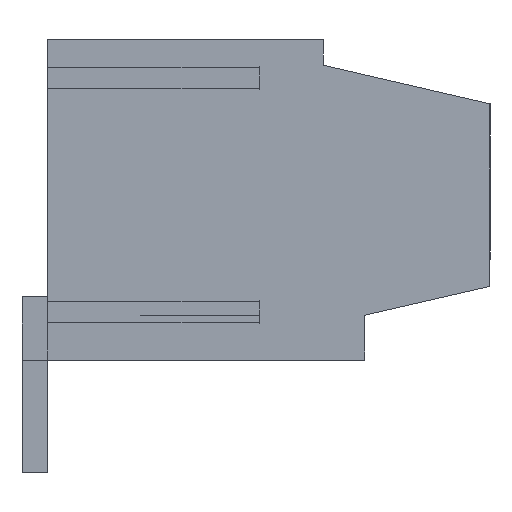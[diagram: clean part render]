
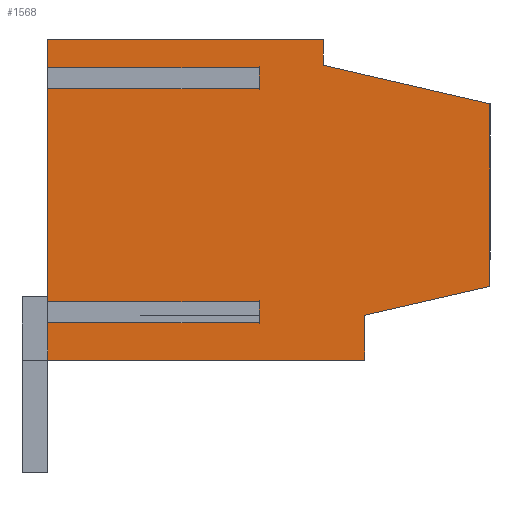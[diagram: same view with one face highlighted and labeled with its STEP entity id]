
A CAD part, left-side view. The second image highlights one B-rep face of the part: STEP entity #1568.
In plain terms, the highlighted planar face has unit normal (-1, 0, 0).
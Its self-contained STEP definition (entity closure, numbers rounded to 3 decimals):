
#1436=AXIS2_PLACEMENT_3D('Plane Axis2P3D',#1433,#1434,#1435) ;
#1433=CARTESIAN_POINT('Axis2P3D Location',(0.,14.6,0.)) ;
#1438=CARTESIAN_POINT('Line Origine',(0.,13.8,8.65)) ;
#1442=CARTESIAN_POINT('Vertex',(0.,13.8,11.975)) ;
#1444=CARTESIAN_POINT('Vertex',(0.,13.8,5.325)) ;
#1447=CARTESIAN_POINT('Line Origine',(0.,10.5,5.325)) ;
#1451=CARTESIAN_POINT('Vertex',(0.,7.2,5.325)) ;
#1454=CARTESIAN_POINT('Line Origine',(0.,7.2,5.)) ;
#1458=CARTESIAN_POINT('Vertex',(0.,7.2,4.675)) ;
#1461=CARTESIAN_POINT('Line Origine',(0.,10.5,4.675)) ;
#1465=CARTESIAN_POINT('Vertex',(0.,13.8,4.675)) ;
#1468=CARTESIAN_POINT('Line Origine',(0.,13.8,4.088)) ;
#1472=CARTESIAN_POINT('Vertex',(0.,13.8,3.5)) ;
#1475=CARTESIAN_POINT('Line Origine',(0.,8.85,3.5)) ;
#1479=CARTESIAN_POINT('Vertex',(0.,3.9,3.5)) ;
#1482=CARTESIAN_POINT('Line Origine',(0.,3.9,4.2)) ;
#1486=CARTESIAN_POINT('Vertex',(0.,3.9,4.9)) ;
#1489=CARTESIAN_POINT('Line Origine',(0.,1.95,5.35)) ;
#1493=CARTESIAN_POINT('Vertex',(0.,0.,5.8)) ;
#1496=CARTESIAN_POINT('Line Origine',(0.,0.,8.65)) ;
#1500=CARTESIAN_POINT('Vertex',(0.,0.,11.499)) ;
#1503=CARTESIAN_POINT('Line Origine',(0.,2.6,12.1)) ;
#1507=CARTESIAN_POINT('Vertex',(0.,5.2,12.7)) ;
#1510=CARTESIAN_POINT('Line Origine',(0.,5.2,13.1)) ;
#1514=CARTESIAN_POINT('Vertex',(0.,5.2,13.5)) ;
#1517=CARTESIAN_POINT('Line Origine',(0.,9.5,13.5)) ;
#1521=CARTESIAN_POINT('Vertex',(0.,13.8,13.5)) ;
#1524=CARTESIAN_POINT('Line Origine',(0.,13.8,13.062)) ;
#1528=CARTESIAN_POINT('Vertex',(0.,13.8,12.625)) ;
#1531=CARTESIAN_POINT('Line Origine',(0.,10.5,12.625)) ;
#1535=CARTESIAN_POINT('Vertex',(0.,7.2,12.625)) ;
#1538=CARTESIAN_POINT('Line Origine',(0.,7.2,12.3)) ;
#1542=CARTESIAN_POINT('Vertex',(0.,7.2,11.975)) ;
#1545=CARTESIAN_POINT('Line Origine',(0.,10.5,11.975)) ;
#1434=DIRECTION('Axis2P3D Direction',(-1.,0.,0.)) ;
#1435=DIRECTION('Axis2P3D XDirection',(0.,-1.,0.)) ;
#1439=DIRECTION('Vector Direction',(0.,0.,-1.)) ;
#1448=DIRECTION('Vector Direction',(0.,-1.,0.)) ;
#1455=DIRECTION('Vector Direction',(0.,0.,-1.)) ;
#1462=DIRECTION('Vector Direction',(0.,-1.,0.)) ;
#1469=DIRECTION('Vector Direction',(0.,0.,-1.)) ;
#1476=DIRECTION('Vector Direction',(0.,-1.,0.)) ;
#1483=DIRECTION('Vector Direction',(0.,0.,1.)) ;
#1490=DIRECTION('Vector Direction',(0.,-0.974,0.225)) ;
#1497=DIRECTION('Vector Direction',(0.,0.,1.)) ;
#1504=DIRECTION('Vector Direction',(0.,0.974,0.225)) ;
#1511=DIRECTION('Vector Direction',(0.,0.,1.)) ;
#1518=DIRECTION('Vector Direction',(0.,1.,0.)) ;
#1525=DIRECTION('Vector Direction',(0.,0.,-1.)) ;
#1532=DIRECTION('Vector Direction',(0.,-1.,0.)) ;
#1539=DIRECTION('Vector Direction',(0.,0.,-1.)) ;
#1546=DIRECTION('Vector Direction',(0.,-1.,0.)) ;
#1440=VECTOR('Line Direction',#1439,1.) ;
#1449=VECTOR('Line Direction',#1448,1.) ;
#1456=VECTOR('Line Direction',#1455,1.) ;
#1463=VECTOR('Line Direction',#1462,1.) ;
#1470=VECTOR('Line Direction',#1469,1.) ;
#1477=VECTOR('Line Direction',#1476,1.) ;
#1484=VECTOR('Line Direction',#1483,1.) ;
#1491=VECTOR('Line Direction',#1490,1.) ;
#1498=VECTOR('Line Direction',#1497,1.) ;
#1505=VECTOR('Line Direction',#1504,1.) ;
#1512=VECTOR('Line Direction',#1511,1.) ;
#1519=VECTOR('Line Direction',#1518,1.) ;
#1526=VECTOR('Line Direction',#1525,1.) ;
#1533=VECTOR('Line Direction',#1532,1.) ;
#1540=VECTOR('Line Direction',#1539,1.) ;
#1547=VECTOR('Line Direction',#1546,1.) ;
#1551=ORIENTED_EDGE('',*,*,#1446,.T.) ;
#1552=ORIENTED_EDGE('',*,*,#1453,.T.) ;
#1553=ORIENTED_EDGE('',*,*,#1460,.T.) ;
#1554=ORIENTED_EDGE('',*,*,#1467,.F.) ;
#1555=ORIENTED_EDGE('',*,*,#1474,.T.) ;
#1556=ORIENTED_EDGE('',*,*,#1481,.T.) ;
#1557=ORIENTED_EDGE('',*,*,#1488,.T.) ;
#1558=ORIENTED_EDGE('',*,*,#1495,.T.) ;
#1559=ORIENTED_EDGE('',*,*,#1502,.T.) ;
#1560=ORIENTED_EDGE('',*,*,#1509,.T.) ;
#1561=ORIENTED_EDGE('',*,*,#1516,.T.) ;
#1562=ORIENTED_EDGE('',*,*,#1523,.T.) ;
#1563=ORIENTED_EDGE('',*,*,#1530,.T.) ;
#1564=ORIENTED_EDGE('',*,*,#1537,.T.) ;
#1565=ORIENTED_EDGE('',*,*,#1544,.T.) ;
#1566=ORIENTED_EDGE('',*,*,#1549,.F.) ;
#1568=ADVANCED_FACE('HOUSING',(#1567),#1437,.T.) ;
#1446=EDGE_CURVE('',#1443,#1445,#1441,.T.) ;
#1453=EDGE_CURVE('',#1445,#1452,#1450,.T.) ;
#1460=EDGE_CURVE('',#1452,#1459,#1457,.T.) ;
#1467=EDGE_CURVE('',#1466,#1459,#1464,.T.) ;
#1474=EDGE_CURVE('',#1466,#1473,#1471,.T.) ;
#1481=EDGE_CURVE('',#1473,#1480,#1478,.T.) ;
#1488=EDGE_CURVE('',#1480,#1487,#1485,.T.) ;
#1495=EDGE_CURVE('',#1487,#1494,#1492,.T.) ;
#1502=EDGE_CURVE('',#1494,#1501,#1499,.T.) ;
#1509=EDGE_CURVE('',#1501,#1508,#1506,.T.) ;
#1516=EDGE_CURVE('',#1508,#1515,#1513,.T.) ;
#1523=EDGE_CURVE('',#1515,#1522,#1520,.T.) ;
#1530=EDGE_CURVE('',#1522,#1529,#1527,.T.) ;
#1537=EDGE_CURVE('',#1529,#1536,#1534,.T.) ;
#1544=EDGE_CURVE('',#1536,#1543,#1541,.T.) ;
#1549=EDGE_CURVE('',#1443,#1543,#1548,.T.) ;
#1550=EDGE_LOOP('',(#1551,#1552,#1553,#1554,#1555,#1556,#1557,#1558,#1559,#1560,#1561,#1562,#1563,#1564,#1565,#1566)) ;
#1567=FACE_OUTER_BOUND('',#1550,.T.) ;
#1441=LINE('Line',#1438,#1440) ;
#1450=LINE('Line',#1447,#1449) ;
#1457=LINE('Line',#1454,#1456) ;
#1464=LINE('Line',#1461,#1463) ;
#1471=LINE('Line',#1468,#1470) ;
#1478=LINE('Line',#1475,#1477) ;
#1485=LINE('Line',#1482,#1484) ;
#1492=LINE('Line',#1489,#1491) ;
#1499=LINE('Line',#1496,#1498) ;
#1506=LINE('Line',#1503,#1505) ;
#1513=LINE('Line',#1510,#1512) ;
#1520=LINE('Line',#1517,#1519) ;
#1527=LINE('Line',#1524,#1526) ;
#1534=LINE('Line',#1531,#1533) ;
#1541=LINE('Line',#1538,#1540) ;
#1548=LINE('Line',#1545,#1547) ;
#1437=PLANE('',#1436) ;
#1443=VERTEX_POINT('',#1442) ;
#1445=VERTEX_POINT('',#1444) ;
#1452=VERTEX_POINT('',#1451) ;
#1459=VERTEX_POINT('',#1458) ;
#1466=VERTEX_POINT('',#1465) ;
#1473=VERTEX_POINT('',#1472) ;
#1480=VERTEX_POINT('',#1479) ;
#1487=VERTEX_POINT('',#1486) ;
#1494=VERTEX_POINT('',#1493) ;
#1501=VERTEX_POINT('',#1500) ;
#1508=VERTEX_POINT('',#1507) ;
#1515=VERTEX_POINT('',#1514) ;
#1522=VERTEX_POINT('',#1521) ;
#1529=VERTEX_POINT('',#1528) ;
#1536=VERTEX_POINT('',#1535) ;
#1543=VERTEX_POINT('',#1542) ;
